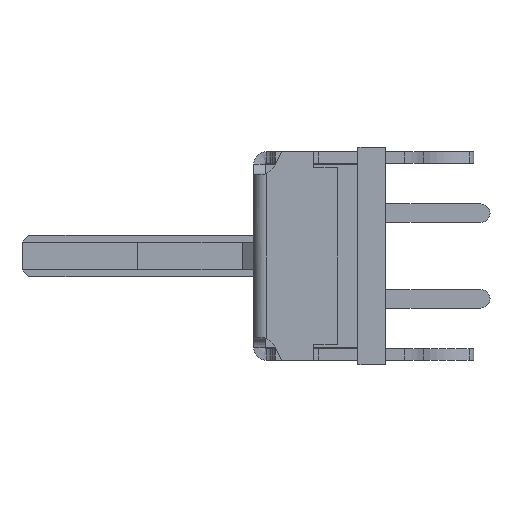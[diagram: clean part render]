
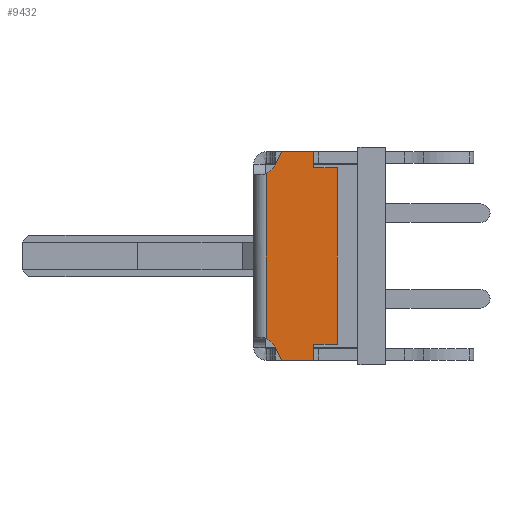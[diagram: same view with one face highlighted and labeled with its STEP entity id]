
A CAD part, left-side view. The second image highlights one B-rep face of the part: STEP entity #9432.
In plain terms, the highlighted planar face has unit normal (-1, 0, 0).
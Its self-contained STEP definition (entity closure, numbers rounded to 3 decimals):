
#15 = EDGE_CURVE ( 'NONE', #5369, #4164, #6634, .T. ) ;
#121 = LINE ( 'NONE', #3247, #7780 ) ;
#217 = EDGE_CURVE ( 'NONE', #9930, #5369, #1522, .T. ) ;
#404 = EDGE_CURVE ( 'NONE', #847, #9930, #3750, .T. ) ;
#505 = AXIS2_PLACEMENT_3D ( 'NONE', #3613, #9182, #9880 ) ;
#629 = DIRECTION ( 'NONE',  ( 0., 1., 0. ) ) ;
#641 = LINE ( 'NONE', #9210, #8862 ) ;
#694 = DIRECTION ( 'NONE',  ( 0., -1., 0. ) ) ;
#847 = VERTEX_POINT ( 'NONE', #6161 ) ;
#955 = VECTOR ( 'NONE', #8295, 1000. ) ;
#1125 = CARTESIAN_POINT ( 'NONE',  ( -15., 5.761, -3.691 ) ) ;
#1522 = LINE ( 'NONE', #5507, #8230 ) ;
#1554 = DIRECTION ( 'NONE',  ( 0., 0.707, -0.707 ) ) ;
#1611 = VECTOR ( 'NONE', #9547, 1000. ) ;
#1691 = DIRECTION ( 'NONE',  ( 1., 0., 0. ) ) ;
#1701 = DIRECTION ( 'NONE',  ( 0., 0.449, 0.894 ) ) ;
#1708 = VERTEX_POINT ( 'NONE', #3960 ) ;
#1767 = EDGE_CURVE ( 'NONE', #4164, #1708, #121, .T. ) ;
#1787 = CARTESIAN_POINT ( 'NONE',  ( -15., 6.15, -4.221 ) ) ;
#1859 = CARTESIAN_POINT ( 'NONE',  ( -15., 6.221, -4.15 ) ) ;
#2424 = DIRECTION ( 'NONE',  ( 0., 0.707, 0.707 ) ) ;
#2458 = VERTEX_POINT ( 'NONE', #5362 ) ;
#2749 = ORIENTED_EDGE ( 'NONE', *, *, #4724, .T. ) ;
#2838 = CARTESIAN_POINT ( 'NONE',  ( -15., 2.9, -3.8 ) ) ;
#2880 = CARTESIAN_POINT ( 'NONE',  ( -15., 5.691, -3.761 ) ) ;
#3082 = CIRCLE ( 'NONE', #505, 0.65 ) ;
#3142 = VERTEX_POINT ( 'NONE', #9891 ) ;
#3165 = EDGE_CURVE ( 'NONE', #3782, #1708, #6725, .T. ) ;
#3247 = CARTESIAN_POINT ( 'NONE',  ( -15., 5.95, 0. ) ) ;
#3393 = VECTOR ( 'NONE', #1701, 1000. ) ;
#3487 = VERTEX_POINT ( 'NONE', #6362 ) ;
#3585 = AXIS2_PLACEMENT_3D ( 'NONE', #1787, #7737, #4811 ) ;
#3613 = CARTESIAN_POINT ( 'NONE',  ( -15., 6.15, 4.221 ) ) ;
#3649 = CARTESIAN_POINT ( 'NONE',  ( -15., 2.9, 3.8 ) ) ;
#3738 = CARTESIAN_POINT ( 'NONE',  ( -15., 4.726, 4.726 ) ) ;
#3750 = CIRCLE ( 'NONE', #3585, 0.65 ) ;
#3782 = VERTEX_POINT ( 'NONE', #4324 ) ;
#3808 = ORIENTED_EDGE ( 'NONE', *, *, #1767, .F. ) ;
#3879 = ORIENTED_EDGE ( 'NONE', *, *, #5141, .F. ) ;
#3960 = CARTESIAN_POINT ( 'NONE',  ( -15., 5.95, 3.559 ) ) ;
#4164 = VERTEX_POINT ( 'NONE', #5802 ) ;
#4218 = AXIS2_PLACEMENT_3D ( 'NONE', #8638, #4814, #9348 ) ;
#4273 = LINE ( 'NONE', #7441, #955 ) ;
#4324 = CARTESIAN_POINT ( 'NONE',  ( -15., 5.761, 3.691 ) ) ;
#4351 = VERTEX_POINT ( 'NONE', #4589 ) ;
#4458 = ORIENTED_EDGE ( 'NONE', *, *, #8894, .T. ) ;
#4545 = ORIENTED_EDGE ( 'NONE', *, *, #404, .F. ) ;
#4589 = CARTESIAN_POINT ( 'NONE',  ( -15., 5.569, 3.929 ) ) ;
#4666 = DIRECTION ( 'NONE',  ( 0., 0., 1. ) ) ;
#4676 = LINE ( 'NONE', #9209, #3393 ) ;
#4706 = CARTESIAN_POINT ( 'NONE',  ( -15., 3.9, -3.8 ) ) ;
#4724 = EDGE_CURVE ( 'NONE', #7923, #5486, #8305, .T. ) ;
#4725 = PLANE ( 'NONE',  #4218 ) ;
#4733 = CARTESIAN_POINT ( 'NONE',  ( -15., 3.9, 3.8 ) ) ;
#4800 = DIRECTION ( 'NONE',  ( 0., 0., 1. ) ) ;
#4811 = DIRECTION ( 'NONE',  ( 0., -1., 0. ) ) ;
#4814 = DIRECTION ( 'NONE',  ( -1., 0., 0. ) ) ;
#4850 = AXIS2_PLACEMENT_3D ( 'NONE', #1859, #7861, #4986 ) ;
#4854 = VECTOR ( 'NONE', #4800, 1000. ) ;
#4870 = CARTESIAN_POINT ( 'NONE',  ( -15., 2.9, 0. ) ) ;
#4896 = ORIENTED_EDGE ( 'NONE', *, *, #5972, .F. ) ;
#4986 = DIRECTION ( 'NONE',  ( 0., -1., 0. ) ) ;
#5095 = DIRECTION ( 'NONE',  ( 0., 0.449, -0.894 ) ) ;
#5141 = EDGE_CURVE ( 'NONE', #5303, #6853, #4273, .T. ) ;
#5242 = LINE ( 'NONE', #3738, #6130 ) ;
#5281 = AXIS2_PLACEMENT_3D ( 'NONE', #7840, #1691, #8636 ) ;
#5303 = VERTEX_POINT ( 'NONE', #7125 ) ;
#5315 = ORIENTED_EDGE ( 'NONE', *, *, #3165, .T. ) ;
#5362 = CARTESIAN_POINT ( 'NONE',  ( -15., 5.691, 3.761 ) ) ;
#5369 = VERTEX_POINT ( 'NONE', #1125 ) ;
#5486 = VERTEX_POINT ( 'NONE', #2838 ) ;
#5507 = CARTESIAN_POINT ( 'NONE',  ( -15., 4.726, -4.726 ) ) ;
#5581 = LINE ( 'NONE', #7339, #1611 ) ;
#5690 = ORIENTED_EDGE ( 'NONE', *, *, #7162, .T. ) ;
#5802 = CARTESIAN_POINT ( 'NONE',  ( -15., 5.95, -3.559 ) ) ;
#5972 = EDGE_CURVE ( 'NONE', #3142, #847, #4676, .T. ) ;
#6130 = VECTOR ( 'NONE', #1554, 1000. ) ;
#6161 = CARTESIAN_POINT ( 'NONE',  ( -15., 5.569, -3.929 ) ) ;
#6178 = EDGE_CURVE ( 'NONE', #8621, #3142, #5581, .T. ) ;
#6248 = ORIENTED_EDGE ( 'NONE', *, *, #7986, .T. ) ;
#6362 = CARTESIAN_POINT ( 'NONE',  ( -15., 5.283, 4.5 ) ) ;
#6464 = VECTOR ( 'NONE', #629, 1000. ) ;
#6553 = CARTESIAN_POINT ( 'NONE',  ( -15., 3.9, -3.8 ) ) ;
#6602 = LINE ( 'NONE', #9757, #7100 ) ;
#6634 = CIRCLE ( 'NONE', #4850, 0.65 ) ;
#6674 = VERTEX_POINT ( 'NONE', #3649 ) ;
#6690 = EDGE_CURVE ( 'NONE', #6853, #6674, #641, .T. ) ;
#6725 = CIRCLE ( 'NONE', #5281, 0.65 ) ;
#6843 = ORIENTED_EDGE ( 'NONE', *, *, #9263, .T. ) ;
#6853 = VERTEX_POINT ( 'NONE', #4733 ) ;
#6885 = ORIENTED_EDGE ( 'NONE', *, *, #6690, .F. ) ;
#7092 = VECTOR ( 'NONE', #4666, 1000. ) ;
#7100 = VECTOR ( 'NONE', #5095, 1000. ) ;
#7125 = CARTESIAN_POINT ( 'NONE',  ( -15., 3.9, 4.5 ) ) ;
#7162 = EDGE_CURVE ( 'NONE', #5303, #3487, #9890, .T. ) ;
#7201 = ORIENTED_EDGE ( 'NONE', *, *, #8477, .T. ) ;
#7339 = CARTESIAN_POINT ( 'NONE',  ( -15., 3.9, -4.5 ) ) ;
#7441 = CARTESIAN_POINT ( 'NONE',  ( -15., 3.9, 3.8 ) ) ;
#7495 = LINE ( 'NONE', #4870, #7092 ) ;
#7737 = DIRECTION ( 'NONE',  ( -1., 0., 0. ) ) ;
#7780 = VECTOR ( 'NONE', #7878, 1000. ) ;
#7830 = ORIENTED_EDGE ( 'NONE', *, *, #9000, .T. ) ;
#7840 = CARTESIAN_POINT ( 'NONE',  ( -15., 6.221, 4.15 ) ) ;
#7861 = DIRECTION ( 'NONE',  ( -1., 0., 0. ) ) ;
#7878 = DIRECTION ( 'NONE',  ( 0., 0., 1. ) ) ;
#7923 = VERTEX_POINT ( 'NONE', #6553 ) ;
#7946 = FACE_OUTER_BOUND ( 'NONE', #8751, .T. ) ;
#7986 = EDGE_CURVE ( 'NONE', #2458, #3782, #5242, .T. ) ;
#8230 = VECTOR ( 'NONE', #2424, 1000. ) ;
#8295 = DIRECTION ( 'NONE',  ( 0., 0., -1. ) ) ;
#8305 = LINE ( 'NONE', #9750, #9782 ) ;
#8384 = ORIENTED_EDGE ( 'NONE', *, *, #15, .F. ) ;
#8392 = CARTESIAN_POINT ( 'NONE',  ( -15., 3.9, 4.5 ) ) ;
#8422 = ORIENTED_EDGE ( 'NONE', *, *, #6178, .F. ) ;
#8477 = EDGE_CURVE ( 'NONE', #5486, #6674, #7495, .T. ) ;
#8506 = ORIENTED_EDGE ( 'NONE', *, *, #217, .F. ) ;
#8580 = LINE ( 'NONE', #4706, #4854 ) ;
#8621 = VERTEX_POINT ( 'NONE', #9633 ) ;
#8636 = DIRECTION ( 'NONE',  ( 0., -1., 0. ) ) ;
#8638 = CARTESIAN_POINT ( 'NONE',  ( -15., 0., 0. ) ) ;
#8751 = EDGE_LOOP ( 'NONE', ( #7830, #2749, #7201, #6885, #3879, #5690, #6843, #4458, #6248, #5315, #3808, #8384, #8506, #4545, #4896, #8422 ) ) ;
#8862 = VECTOR ( 'NONE', #9900, 1000. ) ;
#8894 = EDGE_CURVE ( 'NONE', #4351, #2458, #3082, .T. ) ;
#9000 = EDGE_CURVE ( 'NONE', #8621, #7923, #8580, .T. ) ;
#9182 = DIRECTION ( 'NONE',  ( 1., 0., 0. ) ) ;
#9209 = CARTESIAN_POINT ( 'NONE',  ( -15., 5.283, -4.5 ) ) ;
#9210 = CARTESIAN_POINT ( 'NONE',  ( -15., 2.9, 3.8 ) ) ;
#9263 = EDGE_CURVE ( 'NONE', #3487, #4351, #6602, .T. ) ;
#9348 = DIRECTION ( 'NONE',  ( 0., 1., 0. ) ) ;
#9432 = ADVANCED_FACE ( 'NONE', ( #7946 ), #4725, .T. ) ;
#9547 = DIRECTION ( 'NONE',  ( 0., 1., 0. ) ) ;
#9633 = CARTESIAN_POINT ( 'NONE',  ( -15., 3.9, -4.5 ) ) ;
#9750 = CARTESIAN_POINT ( 'NONE',  ( -15., 2.9, -3.8 ) ) ;
#9757 = CARTESIAN_POINT ( 'NONE',  ( -15., 5.283, 4.5 ) ) ;
#9782 = VECTOR ( 'NONE', #694, 1000. ) ;
#9880 = DIRECTION ( 'NONE',  ( 0., -1., 0. ) ) ;
#9890 = LINE ( 'NONE', #8392, #6464 ) ;
#9891 = CARTESIAN_POINT ( 'NONE',  ( -15., 5.283, -4.5 ) ) ;
#9900 = DIRECTION ( 'NONE',  ( 0., -1., 0. ) ) ;
#9930 = VERTEX_POINT ( 'NONE', #2880 ) ;
